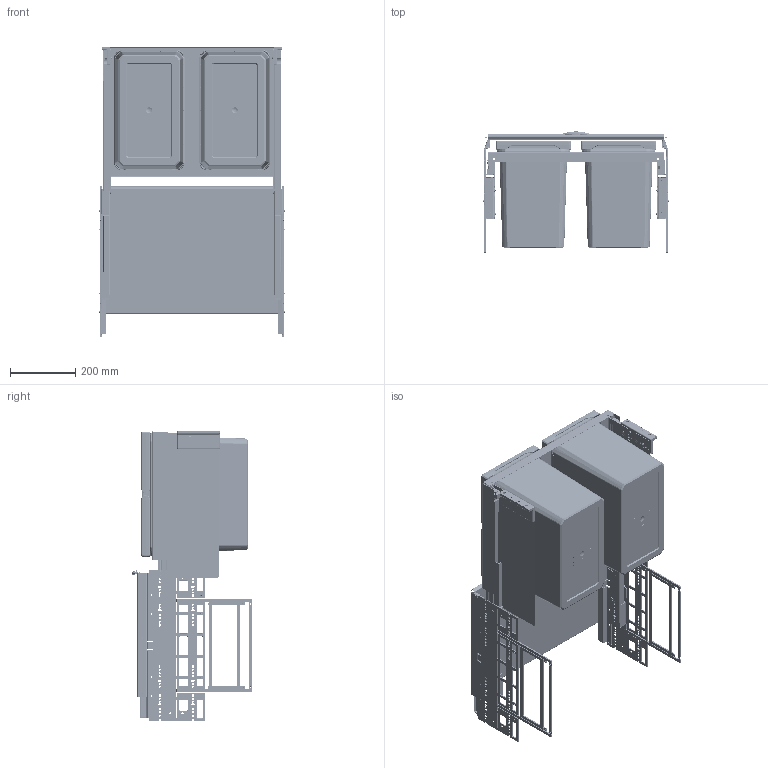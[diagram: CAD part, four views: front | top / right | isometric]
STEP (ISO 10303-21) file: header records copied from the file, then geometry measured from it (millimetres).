
FILE_DESCRIPTION((''),'2;1');
FILE_NAME('25820V4_ASM','2022-11-14T12:53:59',('uhommers'),('NET AG system integration'),'CREO PARAMETRIC BY PTC INC, 2021304','CREO PARAMETRIC BY PTC INC, 2021304','');
FILE_SCHEMA(('AUTOMOTIVE_DESIGN { 1 0 10303 214 1 1 1 1 }'));
Products named in the file (32): 25828; 25803; 25826; 25833_ASM; 25819; 25834_ASM; 25827_ASM; 25813_SKEL; 25813_1; 30748; 25813_ASM; 25817_SKEL; 25814V1_AF0; 14091; 25818; 25817V2_ASM; 25809_SKEL; 25822V1_AF0; 25809V2_ASM; 30975_2_AUSGEFAHREN; 30975_1_AUSGEFAHREN; 30975_0_AUSGEFAHREN_ASM; 30976_2_AUSGEFAHREN; 30976_1_AUSGEFAHREN; 30976_0_AUSGEFAHREN_ASM; 25804V2; 25823; 31874; 31878; 25805; MKS_6X10_Z; 25820V4_ASM
Assembly tree (44 placements, depth 4):
  25820V4_ASM
    25827_ASM
      25828
      25833_ASM
        25803
        25826
      25834_ASM
        25819
        25826
    25813_ASM  x2
      25813_SKEL
      25813_1
      30748
    25817V2_ASM
      25817_SKEL
      25814V1_AF0
      14091  x2
      25818  x2
    25809V2_ASM
      25809_SKEL
      25822V1_AF0
      14091  x2
      25818  x2
    30975_0_AUSGEFAHREN_ASM
      30975_2_AUSGEFAHREN
      30975_1_AUSGEFAHREN
    30976_0_AUSGEFAHREN_ASM
      30976_2_AUSGEFAHREN
      30976_1_AUSGEFAHREN
    25804V2
    25823
    31874
    31878
    25805  x2
    MKS_6X10_Z  x4
Bounding box: 568 x 370.06 x 890 mm (x, y, z)
Volume: 4044860.7 mm3; surface area: 3861257.4 mm2
Topology: 35 solids, 41 shells, 11351 faces, 30411 edges, 19474 vertices
Faces by surface type: plane 7472, cylinder 2413, bspline 682, torus 388, cone 204, sphere 160, extrusion 32
Entity records: 271579 total; most frequent: CARTESIAN_POINT 67846, ORIENTED_EDGE 32736, DIRECTION 30128, EDGE_CURVE 16370, PRESENTATION_STYLE_ASSIGNMENT 12168, VECTOR 12166, STYLED_ITEM 12166, LINE 12158
